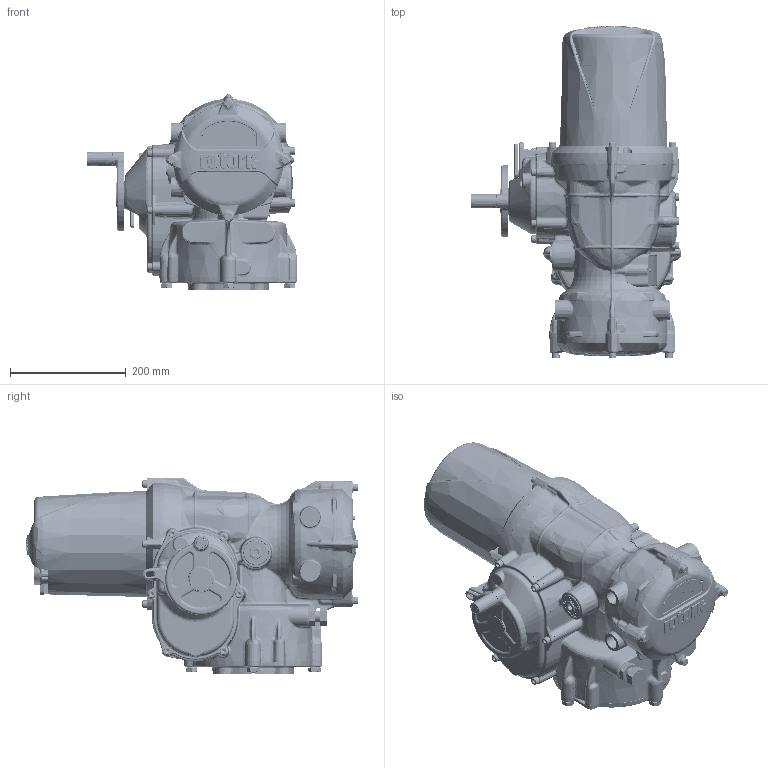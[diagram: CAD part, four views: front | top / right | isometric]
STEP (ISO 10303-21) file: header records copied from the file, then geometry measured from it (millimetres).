
FILE_DESCRIPTION(/* description */ ('Unknown'),/* implementation_level */ '2;1');
FILE_NAME(/* name */ 'IQT3-2-BBU-1',/* time_stamp */ '2020-11-20T12:22:19+00:00',/* author */ ('Unknown'),/* organization */ ('Unknown'),/* preprocessor_version */ 'ST-DEVELOPER v16.7',/* originating_system */ 'Solid Edge',/* authorisation */ 'Unknown');
FILE_SCHEMA (('AUTOMOTIVE_DESIGN {1 0 10303 214 3 1 1}'));
Length unit declared in the file: millimetre
Products named in the file (1): IQT3-2-BBU-1
Bounding box: 364.9 x 574.5 x 339.55 mm (x, y, z)
Volume: 9224.1 mm3; surface area: 818159.2 mm2
Topology: 55 solids, 56 shells, 10083 faces, 25242 edges, 15217 vertices
Faces by surface type: bspline 3870, plane 3549, cylinder 1245, cone 658, torus 514, sphere 247
Full cylindrical faces by diameter (mm): 1.152 x1, 1.366 x1, 2.301 x1, 2.487 x1, 3 x12, 3.5 x1, 5 x2, 6 x8, 6.45 x13, 6.47 x13, 6.72 x1, 6.8 x4, 7 x2, 8 x17, 8.1 x1, 9 x6, 9.83 x4, 9.85 x4, 10 x7, 10.106 x4, 11 x2, 11.55 x1, 12 x4, 12.75 x4, 13 x22, 16 x1, 16.55 x1, 17 x1, 17.55 x1, 18 x1
Entity records: 558424 total; most frequent: CARTESIAN_POINT 286757, ORIENTED_EDGE 48292, DIRECTION 31096, EDGE_CURVE 24149, VERTEX_POINT 14950, AXIS2_PLACEMENT_3D 11672, FACE_BOUND 11062, EDGE_LOOP 11039
